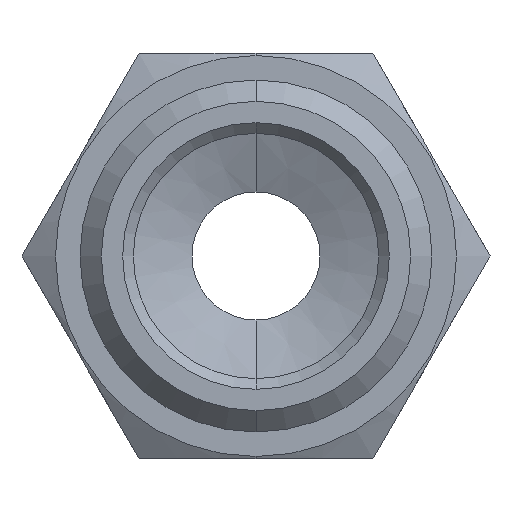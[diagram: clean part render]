
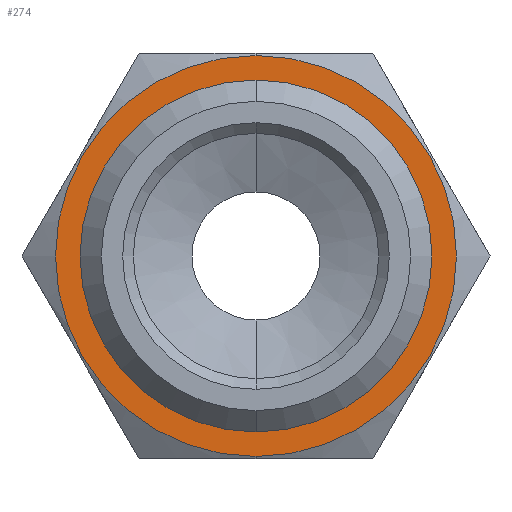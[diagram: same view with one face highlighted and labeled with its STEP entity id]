
A CAD part, front view. The second image highlights one B-rep face of the part: STEP entity #274.
In plain terms, the highlighted planar face has unit normal (0, -1, 0).
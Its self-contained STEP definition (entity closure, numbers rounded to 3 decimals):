
#135 = EDGE_CURVE ( 'NONE', #161, #136, #584, .T. ) ;
#136 = VERTEX_POINT ( 'NONE', #579 ) ;
#161 = VERTEX_POINT ( 'NONE', #640 ) ;
#211 = EDGE_CURVE ( 'NONE', #212, #213, #727, .T. ) ;
#212 = VERTEX_POINT ( 'NONE', #722 ) ;
#213 = VERTEX_POINT ( 'NONE', #721 ) ;
#257 = ORIENTED_EDGE ( 'NONE', *, *, #211, .F. ) ;
#258 = ORIENTED_EDGE ( 'NONE', *, *, #271, .F. ) ;
#271 = EDGE_CURVE ( 'NONE', #213, #212, #819, .T. ) ;
#274 = ADVANCED_FACE ( 'NONE', ( #814, #813 ), #812, .T. ) ;
#275 = EDGE_LOOP ( 'NONE', ( #276, #278 ) ) ;
#276 = ORIENTED_EDGE ( 'NONE', *, *, #277, .T. ) ;
#277 = EDGE_CURVE ( 'NONE', #136, #161, #868, .T. ) ;
#278 = ORIENTED_EDGE ( 'NONE', *, *, #135, .T. ) ;
#279 = EDGE_LOOP ( 'NONE', ( #257, #258 ) ) ;
#579 = CARTESIAN_POINT ( 'NONE',  ( 0., 9., 9.4 ) ) ;
#580 = DIRECTION ( 'NONE',  ( 0., 0., -1. ) ) ;
#581 = DIRECTION ( 'NONE',  ( 0., -1., 0. ) ) ;
#582 = CARTESIAN_POINT ( 'NONE',  ( 0., 9., 0. ) ) ;
#583 = AXIS2_PLACEMENT_3D ( 'NONE', #582, #581, #580 ) ;
#584 = CIRCLE ( 'NONE', #583, 9.4 ) ;
#640 = CARTESIAN_POINT ( 'NONE',  ( 0., 9., -9.4 ) ) ;
#721 = CARTESIAN_POINT ( 'NONE',  ( 0., 9., 8.25 ) ) ;
#722 = CARTESIAN_POINT ( 'NONE',  ( 0., 9., -8.25 ) ) ;
#723 = DIRECTION ( 'NONE',  ( 0., 0., -1. ) ) ;
#724 = DIRECTION ( 'NONE',  ( 0., -1., 0. ) ) ;
#725 = CARTESIAN_POINT ( 'NONE',  ( 0., 9., 0. ) ) ;
#726 = AXIS2_PLACEMENT_3D ( 'NONE', #725, #724, #723 ) ;
#727 = CIRCLE ( 'NONE', #726, 8.25 ) ;
#808 = DIRECTION ( 'NONE',  ( 0., 0., -1. ) ) ;
#809 = DIRECTION ( 'NONE',  ( 0., -1., 0. ) ) ;
#810 = CARTESIAN_POINT ( 'NONE',  ( 9.4, 9., 0. ) ) ;
#811 = AXIS2_PLACEMENT_3D ( 'NONE', #810, #809, #808 ) ;
#812 = PLANE ( 'NONE',  #811 ) ;
#813 = FACE_BOUND ( 'NONE', #279, .T. ) ;
#814 = FACE_OUTER_BOUND ( 'NONE', #275, .T. ) ;
#815 = DIRECTION ( 'NONE',  ( 0., 0., -1. ) ) ;
#816 = DIRECTION ( 'NONE',  ( 0., -1., 0. ) ) ;
#817 = CARTESIAN_POINT ( 'NONE',  ( 0., 9., 0. ) ) ;
#818 = AXIS2_PLACEMENT_3D ( 'NONE', #817, #816, #815 ) ;
#819 = CIRCLE ( 'NONE', #818, 8.25 ) ;
#864 = DIRECTION ( 'NONE',  ( 0., 0., -1. ) ) ;
#865 = DIRECTION ( 'NONE',  ( 0., -1., 0. ) ) ;
#866 = CARTESIAN_POINT ( 'NONE',  ( 0., 9., 0. ) ) ;
#867 = AXIS2_PLACEMENT_3D ( 'NONE', #866, #865, #864 ) ;
#868 = CIRCLE ( 'NONE', #867, 9.4 ) ;
